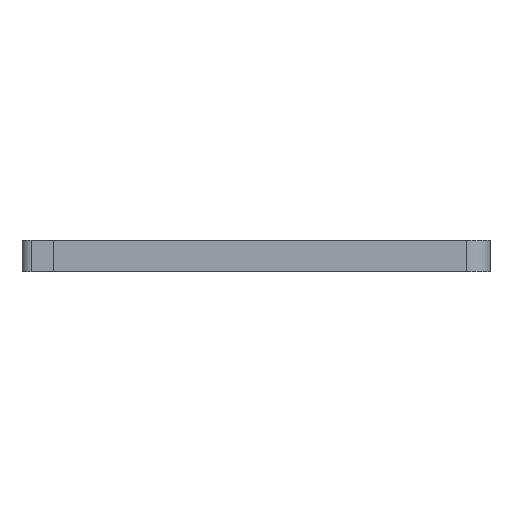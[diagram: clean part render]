
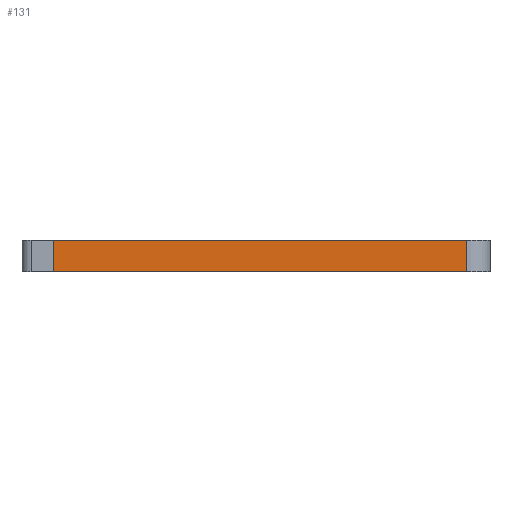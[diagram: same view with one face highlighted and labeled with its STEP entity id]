
A CAD part, front view. The second image highlights one B-rep face of the part: STEP entity #131.
In plain terms, the highlighted planar face has unit normal (0, -1, 0).
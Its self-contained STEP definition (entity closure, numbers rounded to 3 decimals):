
#131 = ADVANCED_FACE ( 'NONE', ( #810 ), #2883, .F. ) ;
#721 = EDGE_CURVE ( 'NONE', #3341, #2694, #3139, .T. ) ;
#810 = FACE_OUTER_BOUND ( 'NONE', #1271, .T. ) ;
#954 = LINE ( 'NONE', #3703, #4602 ) ;
#1111 = EDGE_CURVE ( 'NONE', #2184, #2831, #2892, .T. ) ;
#1270 = CARTESIAN_POINT ( 'NONE',  ( -55.9, -87.2, 0. ) ) ;
#1271 = EDGE_LOOP ( 'NONE', ( #3182, #4385, #4613, #2180 ) ) ;
#1377 = CARTESIAN_POINT ( 'NONE',  ( 33.1, -87.2, 6.8 ) ) ;
#1923 = CARTESIAN_POINT ( 'NONE',  ( -55.9, -87.2, 6.8 ) ) ;
#1976 = VECTOR ( 'NONE', #2013, 1000. ) ;
#2013 = DIRECTION ( 'NONE',  ( 1., 0., 0. ) ) ;
#2030 = CARTESIAN_POINT ( 'NONE',  ( 33.1, -87.2, 0. ) ) ;
#2180 = ORIENTED_EDGE ( 'NONE', *, *, #2578, .T. ) ;
#2184 = VERTEX_POINT ( 'NONE', #4511 ) ;
#2350 = EDGE_CURVE ( 'NONE', #2694, #2831, #954, .T. ) ;
#2518 = DIRECTION ( 'NONE',  ( 0., 0., -1. ) ) ;
#2578 = EDGE_CURVE ( 'NONE', #2184, #3341, #4337, .T. ) ;
#2619 = CARTESIAN_POINT ( 'NONE',  ( -55.9, -87.2, 6.8 ) ) ;
#2670 = CARTESIAN_POINT ( 'NONE',  ( -55.9, -87.2, 0. ) ) ;
#2694 = VERTEX_POINT ( 'NONE', #2030 ) ;
#2779 = CARTESIAN_POINT ( 'NONE',  ( -55.9, -87.2, 6.8 ) ) ;
#2831 = VERTEX_POINT ( 'NONE', #1377 ) ;
#2883 = PLANE ( 'NONE',  #4240 ) ;
#2892 = LINE ( 'NONE', #1923, #1976 ) ;
#2982 = DIRECTION ( 'NONE',  ( 0., 1., 0. ) ) ;
#3019 = DIRECTION ( 'NONE',  ( -1., 0., 0. ) ) ;
#3139 = LINE ( 'NONE', #2670, #4617 ) ;
#3182 = ORIENTED_EDGE ( 'NONE', *, *, #721, .T. ) ;
#3341 = VERTEX_POINT ( 'NONE', #1270 ) ;
#3481 = DIRECTION ( 'NONE',  ( 1., 0., 0. ) ) ;
#3597 = DIRECTION ( 'NONE',  ( 0., 0., 1. ) ) ;
#3703 = CARTESIAN_POINT ( 'NONE',  ( 33.1, -87.2, 6.8 ) ) ;
#4217 = VECTOR ( 'NONE', #2518, 1000. ) ;
#4240 = AXIS2_PLACEMENT_3D ( 'NONE', #2779, #2982, #3019 ) ;
#4337 = LINE ( 'NONE', #2619, #4217 ) ;
#4385 = ORIENTED_EDGE ( 'NONE', *, *, #2350, .T. ) ;
#4511 = CARTESIAN_POINT ( 'NONE',  ( -55.9, -87.2, 6.8 ) ) ;
#4602 = VECTOR ( 'NONE', #3597, 1000. ) ;
#4613 = ORIENTED_EDGE ( 'NONE', *, *, #1111, .F. ) ;
#4617 = VECTOR ( 'NONE', #3481, 1000. ) ;
